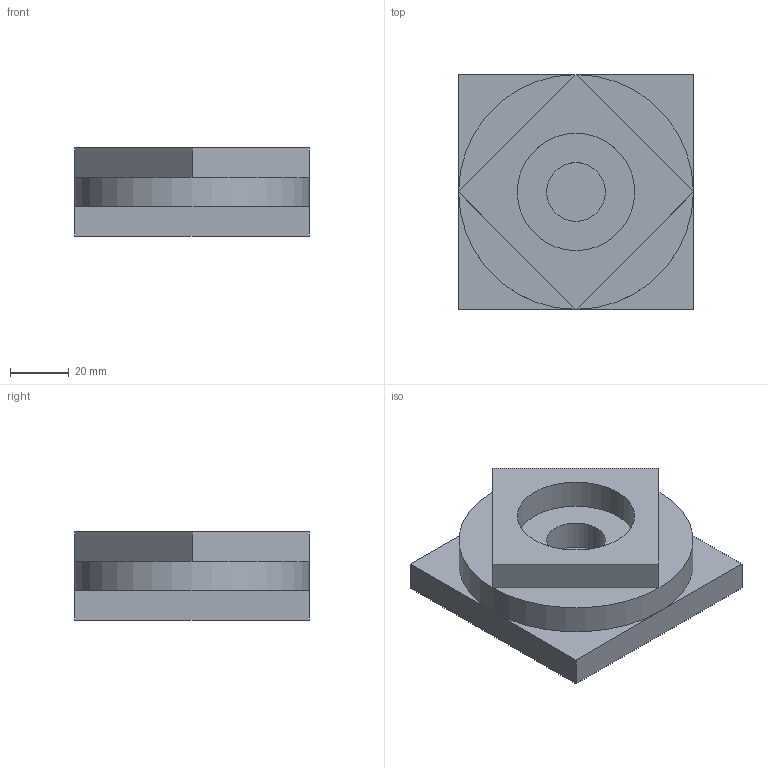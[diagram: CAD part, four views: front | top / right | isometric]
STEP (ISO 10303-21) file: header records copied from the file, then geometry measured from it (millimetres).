
FILE_DESCRIPTION(('FreeCAD Model'),'2;1');
FILE_NAME('DiamondCircleSquare.stp','2019-06-05T12:21:52',('Author'),(''), 'Open CASCADE STEP processor 7.3','FreeCAD','Unknown');
FILE_SCHEMA(('AUTOMOTIVE_DESIGN { 1 0 10303 214 1 1 1 1 }'));
Length unit declared in the file: millimetre
Products named in the file (1): DiamondCircleSquare
Bounding box: 80 x 80 x 30 mm (x, y, z)
Volume: 130557.5 mm3; surface area: 22661 mm2
Topology: 1 solids, 1 shells, 23 faces, 43 edges, 24 vertices
Faces by surface type: plane 20, cylinder 3
Full cylindrical faces by diameter (mm): 20 x1, 40 x1, 80 x1
Entity records: 1137 total; most frequent: DIRECTION 189, CARTESIAN_POINT 177, LINE 105, VECTOR 105, ORIENTED_EDGE 86, PCURVE 86, DEFINITIONAL_REPRESENTATION 86, EDGE_CURVE 43
